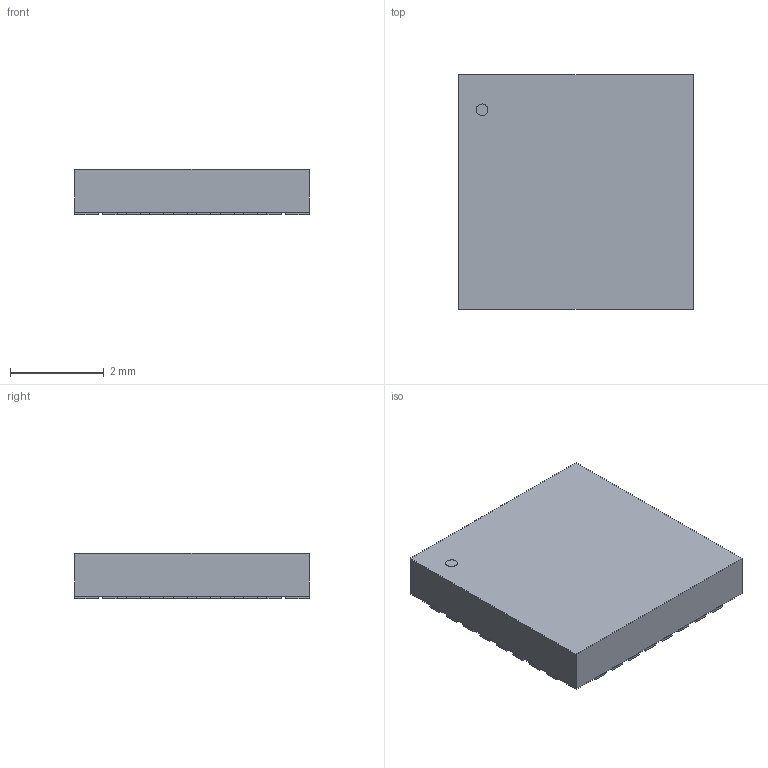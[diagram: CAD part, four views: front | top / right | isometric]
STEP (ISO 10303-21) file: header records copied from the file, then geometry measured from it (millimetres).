
FILE_DESCRIPTION(('STEP AP214'),'1');
FILE_NAME('CP_32_4','2019-11-19T20:07:56',(''),(''),'','','');
FILE_SCHEMA(('AUTOMOTIVE_DESIGN'));
Length unit declared in the file: millimetre
Products named in the file (1): product
Bounding box: 5 x 5 x 0.97 mm (x, y, z)
Volume: 0 mm3; surface area: 108.5 mm2
Topology: 1 solids, 205 shells, 207 faces, 819 edges, 818 vertices
Faces by surface type: plane 206, cylinder 1
Full cylindrical faces by diameter (mm): 0.25 x1
Entity records: 9292 total; most frequent: CARTESIAN_POINT 1845, VERTEX_POINT 1634, DIRECTION 1238, ORIENTED_EDGE 820, EDGE_CURVE 818, LINE 816, VECTOR 816, AXIS2_PLACEMENT_3D 211
